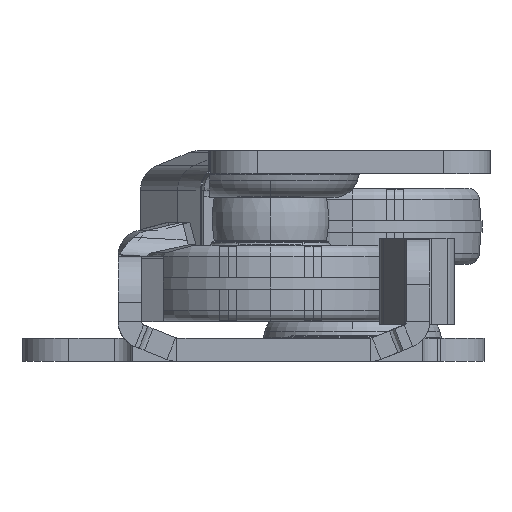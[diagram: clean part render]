
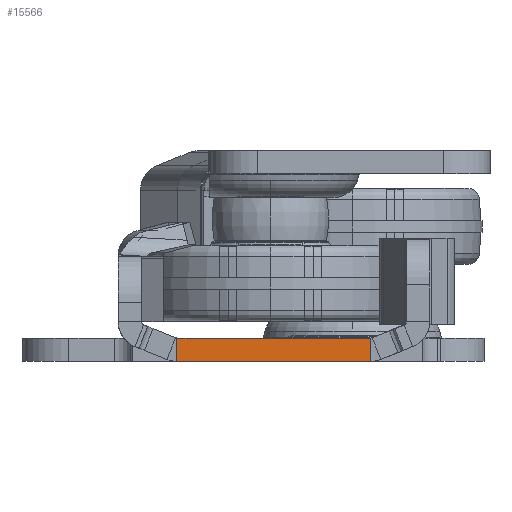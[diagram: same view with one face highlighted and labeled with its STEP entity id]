
A CAD part, left-side view. The second image highlights one B-rep face of the part: STEP entity #15566.
In plain terms, the highlighted planar face has unit normal (-1, 0, 0).
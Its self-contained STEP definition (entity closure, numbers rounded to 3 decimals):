
#164 = CARTESIAN_POINT ( 'NONE',  ( -599.5, 7.022, 2. ) ) ;
#468 = LINE ( 'NONE', #10912, #13926 ) ;
#797 = AXIS2_PLACEMENT_3D ( 'NONE', #8428, #11105, #14880 ) ;
#982 = ORIENTED_EDGE ( 'NONE', *, *, #3486, .F. ) ;
#1959 = DIRECTION ( 'NONE',  ( 0., 0., 1. ) ) ;
#3083 = DIRECTION ( 'NONE',  ( 0., 1., 0. ) ) ;
#3178 = FACE_OUTER_BOUND ( 'NONE', #7321, .T. ) ;
#3303 = CARTESIAN_POINT ( 'NONE',  ( -599.5, -21.25, 0. ) ) ;
#3415 = EDGE_CURVE ( 'NONE', #5856, #16688, #11000, .T. ) ;
#3472 = DIRECTION ( 'NONE',  ( 0., 1., 0. ) ) ;
#3486 = EDGE_CURVE ( 'NONE', #5856, #4107, #6950, .T. ) ;
#3867 = ORIENTED_EDGE ( 'NONE', *, *, #16451, .F. ) ;
#4107 = VERTEX_POINT ( 'NONE', #8177 ) ;
#4587 = LINE ( 'NONE', #3303, #9920 ) ;
#5189 = EDGE_CURVE ( 'NONE', #5724, #16688, #468, .T. ) ;
#5313 = VECTOR ( 'NONE', #3083, 1000. ) ;
#5724 = VERTEX_POINT ( 'NONE', #11975 ) ;
#5856 = VERTEX_POINT ( 'NONE', #6725 ) ;
#6725 = CARTESIAN_POINT ( 'NONE',  ( -599.5, -9.522, 2. ) ) ;
#6950 = LINE ( 'NONE', #12119, #13013 ) ;
#7321 = EDGE_LOOP ( 'NONE', ( #982, #15614, #16474, #3867 ) ) ;
#8177 = CARTESIAN_POINT ( 'NONE',  ( -599.5, -9.522, 0. ) ) ;
#8428 = CARTESIAN_POINT ( 'NONE',  ( -599.5, -11.5, 2. ) ) ;
#9649 = PLANE ( 'NONE',  #797 ) ;
#9715 = DIRECTION ( 'NONE',  ( 0., 0., -1. ) ) ;
#9920 = VECTOR ( 'NONE', #3472, 1000. ) ;
#10912 = CARTESIAN_POINT ( 'NONE',  ( -599.5, 7.022, 2. ) ) ;
#11000 = LINE ( 'NONE', #16059, #5313 ) ;
#11105 = DIRECTION ( 'NONE',  ( -1., 0., 0. ) ) ;
#11975 = CARTESIAN_POINT ( 'NONE',  ( -599.5, 7.022, 0. ) ) ;
#12119 = CARTESIAN_POINT ( 'NONE',  ( -599.5, -9.522, 2. ) ) ;
#13013 = VECTOR ( 'NONE', #9715, 1000. ) ;
#13926 = VECTOR ( 'NONE', #1959, 1000. ) ;
#14880 = DIRECTION ( 'NONE',  ( 0., 1., 0. ) ) ;
#15566 = ADVANCED_FACE ( 'NONE', ( #3178 ), #9649, .T. ) ;
#15614 = ORIENTED_EDGE ( 'NONE', *, *, #3415, .T. ) ;
#16059 = CARTESIAN_POINT ( 'NONE',  ( -599.5, -11.5, 2. ) ) ;
#16451 = EDGE_CURVE ( 'NONE', #4107, #5724, #4587, .T. ) ;
#16474 = ORIENTED_EDGE ( 'NONE', *, *, #5189, .F. ) ;
#16688 = VERTEX_POINT ( 'NONE', #164 ) ;
